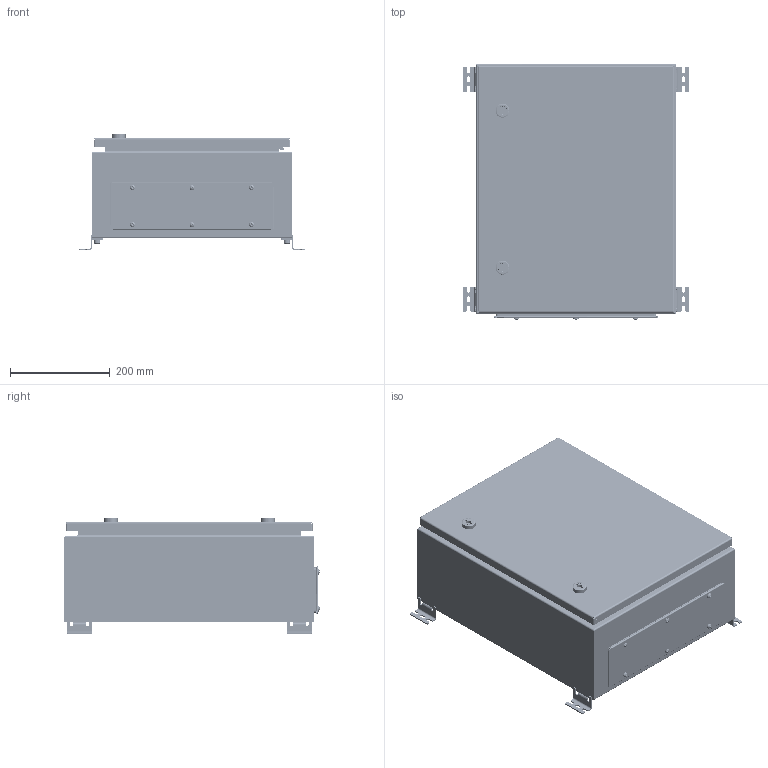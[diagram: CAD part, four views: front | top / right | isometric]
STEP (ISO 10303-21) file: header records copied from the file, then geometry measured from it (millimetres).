
FILE_DESCRIPTION (( 'STEP AP214' ), '1' );
FILE_NAME ('21.040.050.20.STEP', '2024-07-24T07:03:09', ( '' ), ( '' ), 'SwSTEP 2.0', 'SolidWorks 2021', '' );
FILE_SCHEMA (( 'AUTOMOTIVE_DESIGN' ));
Length unit declared in the file: millimetre
Products named in the file (34): 扻豵鵨 W400H500D200; Øïèëüêà ïðèâàðíàÿ Ì6õ16; Äâåðíîå ïîëîòíî W400H500; 嵑謺麃; 471.100 Íàñòåííîå êðåïëåíèå; ﾇ瑟鶴 MS-705-3D; Ïðîêëàäêà êðûøêè ÄÌ W330D90; 主體_1; Ðåçèíêà øàðíèðà; Âòóëêà øàðíèðà; Ëåâàÿ ñòåíêà H500D200; Ãàñêåòèíã äâåðè W400H500; Âèíò DIN 967 Ì5õ16 ñ ïîëóêðóãëîé ãîëîâêîé ñ êðåñòîîáðàçíûì øëèöåì; 妈眚 DIN 912-󋔊0-Zn; Ïðàâàÿ ñòåíêà H500D200; Áîëò Ì6õ10 ñ øåñòèãðàííîé ãîëîâêîé ñ ïðåññøàéáîé; 剒蜲錪_30403583_MESAN; 墊片_1; 小頭螺絲_1; 螺母_1; Ïåòëÿ ùèòîâàÿ ïðèâàðíàÿ; Ïðîôèëü äâåðíîé H500; Çàêëåïêà ðåçüáîâàÿ Ì8 øåñòèãðàííàÿ ñ óìåíüøåííûì áîðòîì; Ãàéêà M6 DIN6923.step; Çàêëåïêà ðåçüáîâàÿ Ì5 øåñòèãðàííàÿ ñ óìåíüøåííûì áîðòîì; 鐵墊圈_1; 昢膼碴鍣 膰豵鵨 W400H500D200; 鎖芯_1; Äâåðü W400H500; 昑 W400H500; 署赅 W330D90; Øïèëüêà ïðèâàðíàÿ Ì6õ25; 21.040.050.20; 嵑謺麃 瀁蠉澼鍣 094
Assembly tree (71 placements, depth 4):
  21.040.050.20
    昢膼碴鍣 膰豵鵨 W400H500D200
      扻豵鵨 W400H500D200
      Ïðàâàÿ ñòåíêà H500D200
      Ëåâàÿ ñòåíêà H500D200
      Øïèëüêà ïðèâàðíàÿ Ì6õ16  x4
      Øïèëüêà ïðèâàðíàÿ Ì6õ25  x4
      Çàêëåïêà ðåçüáîâàÿ Ì8 øåñòèãðàííàÿ ñ óìåíüøåííûì áîðòîì  x4
      Çàêëåïêà ðåçüáîâàÿ Ì5 øåñòèãðàííàÿ ñ óìåíüøåííûì áîðòîì  x6
    Äâåðü W400H500
      Äâåðíîå ïîëîòíî W400H500
      Ãàñêåòèíã äâåðè W400H500
      Ïðîôèëü äâåðíîé H500  x2
      Øïèëüêà ïðèâàðíàÿ Ì6õ16  x2
      Ïåòëÿ ùèòîâàÿ ïðèâàðíàÿ  x2
      ﾇ瑟鶴 MS-705-3D  x2
        主體_1
        鎖芯_1
        墊片_1
        螺母_1
        鐵墊圈_1
        小頭螺絲_1
        剒蜲錪_30403583_MESAN
    昑 W400H500
    署赅 W330D90
    Âèíò DIN 967 Ì5õ16 ñ ïîëóêðóãëîé ãîëîâêîé ñ êðåñòîîáðàçíûì øëèöåì  x6
    Ïðîêëàäêà êðûøêè ÄÌ W330D90
    嵑謺麃 瀁蠉澼鍣 094  x2
      嵑謺麃
      Âòóëêà øàðíèðà
      Ðåçèíêà øàðíèðà
    Áîëò Ì6õ10 ñ øåñòèãðàííîé ãîëîâêîé ñ ïðåññøàéáîé  x4
    471.100 Íàñòåííîå êðåïëåíèå  x4
    妈眚 DIN 912-󋔊0-Zn  x4
    Ãàéêà M6 DIN6923.step  x4
Bounding box: 452 x 511.09 x 231.4 mm (x, y, z)
Volume: 1805204.1 mm3; surface area: 2281242.3 mm2
Topology: 76 solids, 76 shells, 3647 faces, 9332 edges, 5873 vertices
Faces by surface type: plane 1425, cylinder 1374, bspline 458, cone 234, torus 124, sphere 32
Entity records: 70198 total; most frequent: CARTESIAN_POINT 27219, ORIENTED_EDGE 8150, DIRECTION 6766, EDGE_CURVE 4075, VERTEX_POINT 2572, AXIS2_PLACEMENT_3D 2365, LINE 2036, VECTOR 2036
